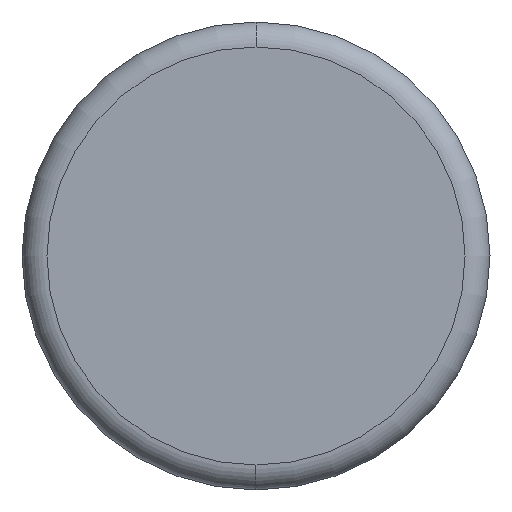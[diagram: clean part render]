
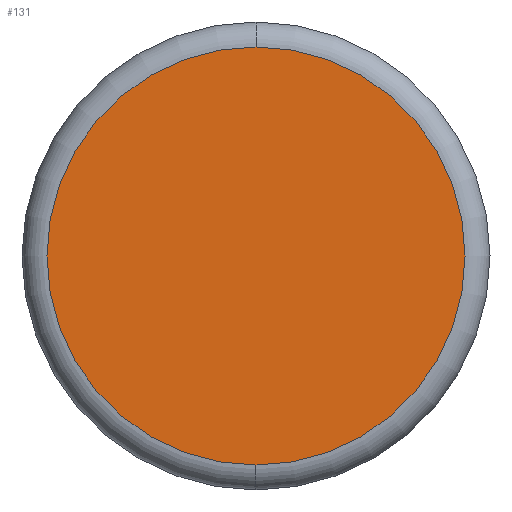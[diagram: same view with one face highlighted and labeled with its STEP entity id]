
A CAD part, front view. The second image highlights one B-rep face of the part: STEP entity #131.
In plain terms, the highlighted planar face has unit normal (0, -1, 0).
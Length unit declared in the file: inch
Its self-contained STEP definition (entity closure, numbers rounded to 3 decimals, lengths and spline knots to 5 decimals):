
#16 = CARTESIAN_POINT ( 'NONE',  ( 0., 0., 0. ) ) ;
#19 = ORIENTED_EDGE ( 'NONE', *, *, #454, .T. ) ;
#45 = DIRECTION ( 'NONE',  ( 0., -1., 0. ) ) ;
#69 = AXIS2_PLACEMENT_3D ( 'NONE', #16, #45, #304 ) ;
#88 = PLANE ( 'NONE',  #236 ) ;
#112 = DIRECTION ( 'NONE',  ( 0., -1., 0. ) ) ;
#131 = ADVANCED_FACE ( 'NONE', ( #330 ), #88, .T. ) ;
#164 = DIRECTION ( 'NONE',  ( 0., 0., -1. ) ) ;
#165 = DIRECTION ( 'NONE',  ( 0., 0., -1. ) ) ;
#236 = AXIS2_PLACEMENT_3D ( 'NONE', #546, #112, #164 ) ;
#239 = CIRCLE ( 'NONE', #410, 0.1675 ) ;
#301 = CARTESIAN_POINT ( 'NONE',  ( 0., 0., -0.1675 ) ) ;
#304 = DIRECTION ( 'NONE',  ( 0., 0., -1. ) ) ;
#330 = FACE_OUTER_BOUND ( 'NONE', #369, .T. ) ;
#361 = ORIENTED_EDGE ( 'NONE', *, *, #398, .T. ) ;
#369 = EDGE_LOOP ( 'NONE', ( #19, #361 ) ) ;
#398 = EDGE_CURVE ( 'NONE', #438, #487, #442, .T. ) ;
#408 = CARTESIAN_POINT ( 'NONE',  ( 0., 0., 0.1675 ) ) ;
#410 = AXIS2_PLACEMENT_3D ( 'NONE', #475, #509, #165 ) ;
#438 = VERTEX_POINT ( 'NONE', #408 ) ;
#442 = CIRCLE ( 'NONE', #69, 0.1675 ) ;
#454 = EDGE_CURVE ( 'NONE', #487, #438, #239, .T. ) ;
#475 = CARTESIAN_POINT ( 'NONE',  ( 0., 0., 0. ) ) ;
#487 = VERTEX_POINT ( 'NONE', #301 ) ;
#509 = DIRECTION ( 'NONE',  ( 0., -1., 0. ) ) ;
#546 = CARTESIAN_POINT ( 'NONE',  ( 0., 0., 0. ) ) ;
